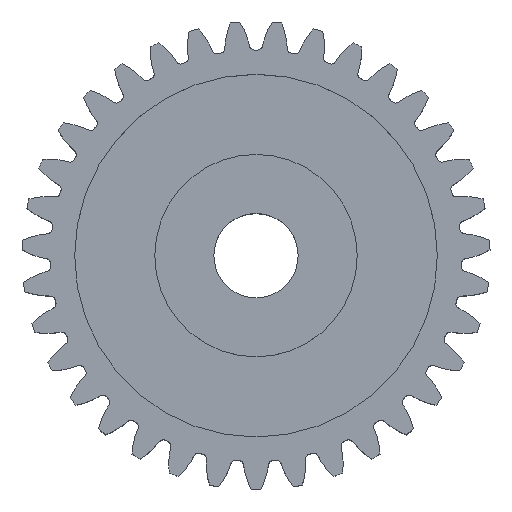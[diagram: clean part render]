
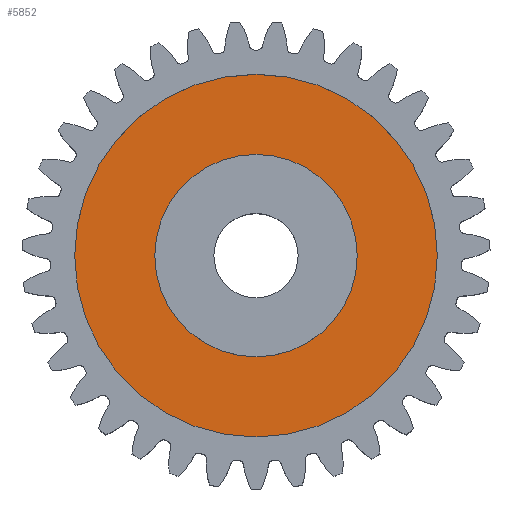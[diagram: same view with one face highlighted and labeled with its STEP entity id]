
A CAD part, top view. The second image highlights one B-rep face of the part: STEP entity #5852.
In plain terms, the highlighted planar face has unit normal (0, 0, 1).
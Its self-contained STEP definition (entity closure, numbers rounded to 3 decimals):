
#662 = DIRECTION ( 'NONE',  ( -1., 0., 0. ) ) ;
#663 = DIRECTION ( 'NONE',  ( 0., 0., -1. ) ) ;
#664 = AXIS2_PLACEMENT_3D ( 'NONE', #682, #663, #662 ) ;
#665 = CIRCLE ( 'NONE', #664, 21.5 ) ;
#682 = CARTESIAN_POINT ( 'NONE',  ( 0., 0., 8.5 ) ) ;
#941 = FACE_OUTER_BOUND ( 'NONE', #5786, .T. ) ;
#998 = DIRECTION ( 'NONE',  ( -1., 0., 0. ) ) ;
#999 = DIRECTION ( 'NONE',  ( 0., 0., -1. ) ) ;
#1000 = FACE_BOUND ( 'NONE', #5789, .T. ) ;
#1008 = CARTESIAN_POINT ( 'NONE',  ( 0., 0., 8.5 ) ) ;
#1009 = AXIS2_PLACEMENT_3D ( 'NONE', #1008, #999, #998 ) ;
#1010 = CIRCLE ( 'NONE', #1009, 12. ) ;
#1020 = CARTESIAN_POINT ( 'NONE',  ( 0., 0., 8.5 ) ) ;
#1028 = AXIS2_PLACEMENT_3D ( 'NONE', #1020, #1045, #1044 ) ;
#1037 = PLANE ( 'NONE',  #1028 ) ;
#1044 = DIRECTION ( 'NONE',  ( -1., 0., 0. ) ) ;
#1045 = DIRECTION ( 'NONE',  ( 0., 0., -1. ) ) ;
#1681 = DIRECTION ( 'NONE',  ( -1., 0., 0. ) ) ;
#1682 = DIRECTION ( 'NONE',  ( 0., 0., -1. ) ) ;
#1687 = AXIS2_PLACEMENT_3D ( 'NONE', #1691, #1682, #1681 ) ;
#1690 = CARTESIAN_POINT ( 'NONE',  ( 21.5, 0., 8.5 ) ) ;
#1691 = CARTESIAN_POINT ( 'NONE',  ( 0., 0., 8.5 ) ) ;
#1693 = CIRCLE ( 'NONE', #1687, 21.5 ) ;
#1706 = CARTESIAN_POINT ( 'NONE',  ( -21.5, 0., 8.5 ) ) ;
#2068 = DIRECTION ( 'NONE',  ( -1., 0., 0. ) ) ;
#2069 = DIRECTION ( 'NONE',  ( 0., 0., -1. ) ) ;
#2075 = AXIS2_PLACEMENT_3D ( 'NONE', #2089, #2069, #2068 ) ;
#2085 = CIRCLE ( 'NONE', #2075, 12. ) ;
#2089 = CARTESIAN_POINT ( 'NONE',  ( 0., 0., 8.5 ) ) ;
#2165 = CARTESIAN_POINT ( 'NONE',  ( -12., 0., 8.5 ) ) ;
#2184 = CARTESIAN_POINT ( 'NONE',  ( 12., 0., 8.5 ) ) ;
#5778 = ORIENTED_EDGE ( 'NONE', *, *, #5796, .F. ) ;
#5786 = EDGE_LOOP ( 'NONE', ( #5778, #5792 ) ) ;
#5789 = EDGE_LOOP ( 'NONE', ( #5854, #5856 ) ) ;
#5792 = ORIENTED_EDGE ( 'NONE', *, *, #6877, .F. ) ;
#5796 = EDGE_CURVE ( 'NONE', #6870, #6872, #665, .T. ) ;
#5852 = ADVANCED_FACE ( 'NONE', ( #1000, #941 ), #1037, .F. ) ;
#5853 = EDGE_CURVE ( 'NONE', #7067, #7076, #1010, .T. ) ;
#5854 = ORIENTED_EDGE ( 'NONE', *, *, #7059, .T. ) ;
#5856 = ORIENTED_EDGE ( 'NONE', *, *, #5853, .T. ) ;
#6870 = VERTEX_POINT ( 'NONE', #1706 ) ;
#6872 = VERTEX_POINT ( 'NONE', #1690 ) ;
#6877 = EDGE_CURVE ( 'NONE', #6872, #6870, #1693, .T. ) ;
#7059 = EDGE_CURVE ( 'NONE', #7076, #7067, #2085, .T. ) ;
#7067 = VERTEX_POINT ( 'NONE', #2184 ) ;
#7076 = VERTEX_POINT ( 'NONE', #2165 ) ;
